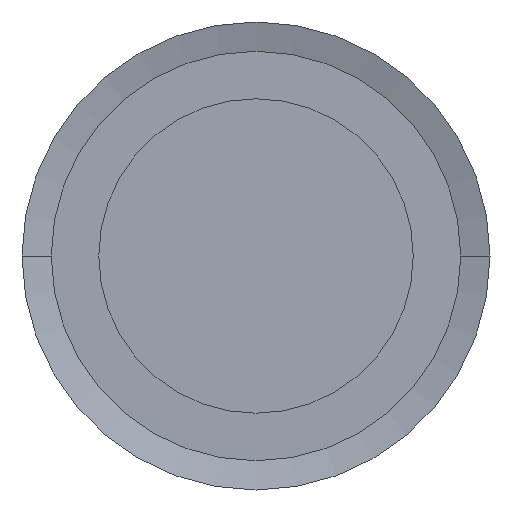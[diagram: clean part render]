
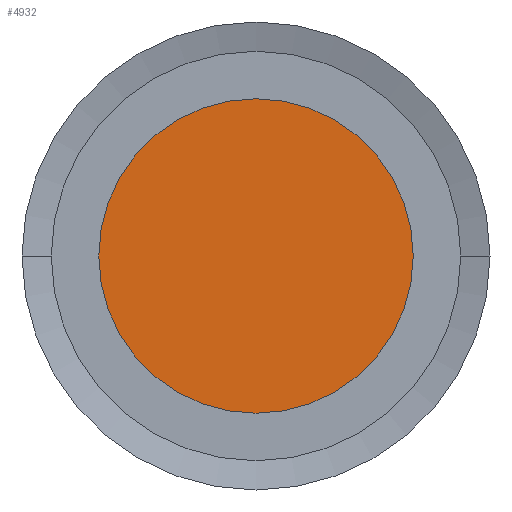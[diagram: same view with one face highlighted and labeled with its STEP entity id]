
A CAD part, left-side view. The second image highlights one B-rep face of the part: STEP entity #4932.
In plain terms, the highlighted planar face has unit normal (-1, 0, 0).
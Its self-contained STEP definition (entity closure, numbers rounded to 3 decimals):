
#4907=CARTESIAN_POINT('',(0.,0.,0.));
#4908=DIRECTION('',(1.,0.,0.));
#4909=DIRECTION('',(0.,0.,-1.));
#4910=AXIS2_PLACEMENT_3D('',#4907,#4908,#4909);
#4911=PLANE('',#4910);
#4912=CARTESIAN_POINT('',(0.,0.,10.75));
#4913=VERTEX_POINT('',#4912);
#4914=CARTESIAN_POINT('',(0.,-0.,-10.75));
#4915=VERTEX_POINT('',#4914);
#4916=CARTESIAN_POINT('',(0.,0.,0.));
#4917=DIRECTION('',(1.,0.,0.));
#4918=DIRECTION('',(0.,0.,-1.));
#4919=AXIS2_PLACEMENT_3D('',#4916,#4917,#4918);
#4920=CIRCLE('',#4919,10.75);
#4921=EDGE_CURVE('',#4913,#4915,#4920,.T.);
#4922=ORIENTED_EDGE('',*,*,#4921,.F.);
#4923=CARTESIAN_POINT('',(0.,0.,0.));
#4924=DIRECTION('',(1.,0.,0.));
#4925=DIRECTION('',(0.,0.,-1.));
#4926=AXIS2_PLACEMENT_3D('',#4923,#4924,#4925);
#4927=CIRCLE('',#4926,10.75);
#4928=EDGE_CURVE('',#4915,#4913,#4927,.T.);
#4929=ORIENTED_EDGE('',*,*,#4928,.F.);
#4930=EDGE_LOOP('',(#4922,#4929));
#4931=FACE_BOUND('',#4930,.T.);
#4932=ADVANCED_FACE('',(#4931),#4911,.F.);
